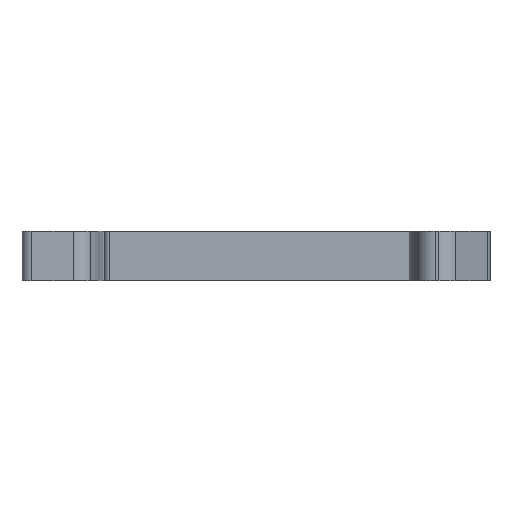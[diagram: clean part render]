
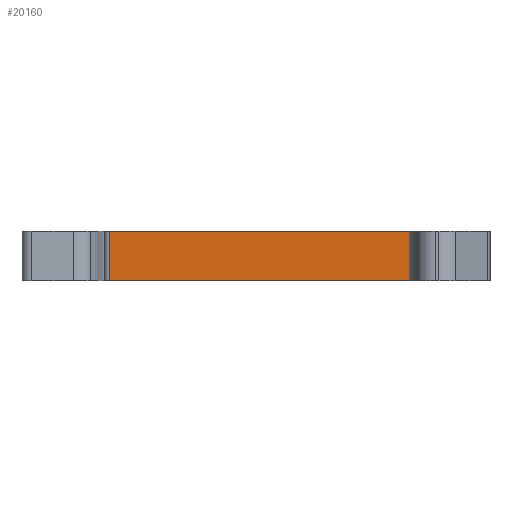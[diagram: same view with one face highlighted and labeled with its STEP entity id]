
A CAD part, front view. The second image highlights one B-rep face of the part: STEP entity #20160.
In plain terms, the highlighted face is planar.
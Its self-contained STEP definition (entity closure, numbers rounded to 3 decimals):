
#120=CARTESIAN_POINT('',(53.021,6.341,
-5.15));
#130=VERTEX_POINT('',#120);
#8370=CARTESIAN_POINT('',(20.815,2.387,
-5.15));
#8380=VERTEX_POINT('',#8370);
#8410=CARTESIAN_POINT('',(0.,-0.169,-5.15));
#8420=DIRECTION('',(-0.993,-0.122,
0.));
#8430=VECTOR('',#8420,1.);
#8440=LINE('',#8410,#8430);
#8450=EDGE_CURVE('',#130,#8380,#8440,.T.);
#19690=CARTESIAN_POINT('',(53.021,6.341,
0.));
#19700=DIRECTION('',(0.,0.,-1.));
#19710=VECTOR('',#19700,1.);
#19720=LINE('',#19690,#19710);
#19730=CARTESIAN_POINT('',(53.021,6.341,
0.));
#19740=VERTEX_POINT('',#19730);
#19750=EDGE_CURVE('',#19740,#130,#19720,.T.);
#19930=CARTESIAN_POINT('',(20.815,2.387,
0.));
#19940=DIRECTION('',(0.122,-0.993,0.));
#19950=DIRECTION('',(-0.993,-0.122,
0.));
#19960=AXIS2_PLACEMENT_3D('',#19930,#19940,#19950);
#19970=PLANE('',#19960);
#19980=ORIENTED_EDGE('',*,*,#19750,.F.);
#19990=ORIENTED_EDGE('',*,*,#8450,.F.);
#20000=CARTESIAN_POINT('',(20.815,2.387,
0.));
#20010=DIRECTION('',(0.,0.,1.));
#20020=VECTOR('',#20010,1.);
#20030=LINE('',#20000,#20020);
#20040=CARTESIAN_POINT('',(20.815,2.387,
0.));
#20050=VERTEX_POINT('',#20040);
#20060=EDGE_CURVE('',#8380,#20050,#20030,.T.);
#20070=ORIENTED_EDGE('',*,*,#20060,.F.);
#20080=CARTESIAN_POINT('',(0.,-0.169,0.))
;
#20090=DIRECTION('',(-0.993,-0.122,0.));
#20100=VECTOR('',#20090,1.);
#20110=LINE('',#20080,#20100);
#20120=EDGE_CURVE('',#19740,#20050,#20110,.T.);
#20130=ORIENTED_EDGE('',*,*,#20120,.T.);
#20140=EDGE_LOOP('',(#20130,#20070,#19990,#19980));
#20150=FACE_OUTER_BOUND('',#20140,.T.);
#20160=ADVANCED_FACE('',(#20150),#19970,.T.);
